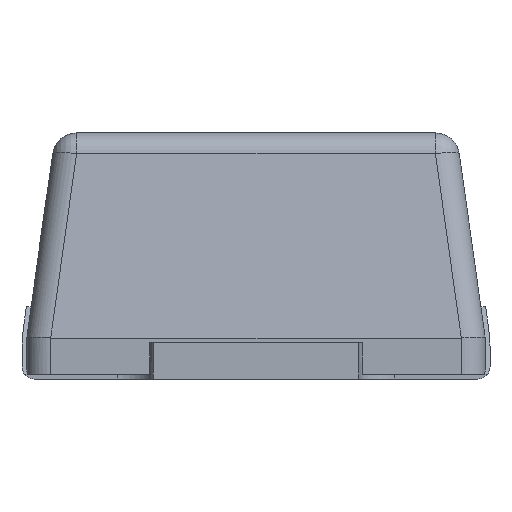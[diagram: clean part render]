
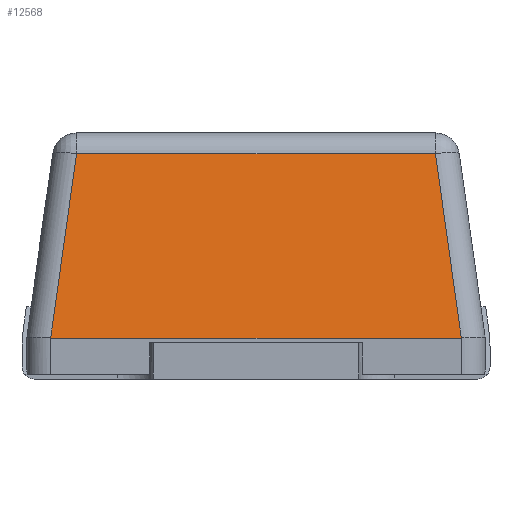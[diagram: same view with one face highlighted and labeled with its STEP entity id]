
A CAD part, left-side view. The second image highlights one B-rep face of the part: STEP entity #12568.
In plain terms, the highlighted planar face has unit normal (-0.99, 0, 0.139).
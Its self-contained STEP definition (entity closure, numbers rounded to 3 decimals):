
#192 = EDGE_LOOP ( 'NONE', ( #1582, #1446, #14166, #7139, #3371, #10605 ) ) ;
#240 = CARTESIAN_POINT ( 'NONE',  ( -0.982, -0.851, 0.17 ) ) ;
#374 = VECTOR ( 'NONE', #2223, 1000. ) ;
#1124 = LINE ( 'NONE', #13317, #374 ) ;
#1446 = ORIENTED_EDGE ( 'NONE', *, *, #5219, .T. ) ;
#1556 = VERTEX_POINT ( 'NONE', #11979 ) ;
#1582 = ORIENTED_EDGE ( 'NONE', *, *, #2620, .F. ) ;
#1619 = CARTESIAN_POINT ( 'NONE',  ( -0.863, 0., 1.02 ) ) ;
#1700 = EDGE_CURVE ( 'NONE', #5519, #8516, #2087, .T. ) ;
#1745 = CARTESIAN_POINT ( 'NONE',  ( -0.983, 0.85, 0.17 ) ) ;
#2087 = LINE ( 'NONE', #6462, #13414 ) ;
#2223 = DIRECTION ( 'NONE',  ( 0., 1., 0. ) ) ;
#2272 = CARTESIAN_POINT ( 'NONE',  ( -0.983, -0.85, 0.17 ) ) ;
#2431 = DIRECTION ( 'NONE',  ( -0.138, 0.138, -0.981 ) ) ;
#2620 = EDGE_CURVE ( 'NONE', #5721, #4199, #1124, .T. ) ;
#2794 = VERTEX_POINT ( 'NONE', #5064 ) ;
#3371 = ORIENTED_EDGE ( 'NONE', *, *, #11429, .T. ) ;
#3788 = CARTESIAN_POINT ( 'NONE',  ( -0.849, 0.718, 1.119 ) ) ;
#3839 = FACE_OUTER_BOUND ( 'NONE', #192, .T. ) ;
#4199 = VERTEX_POINT ( 'NONE', #8018 ) ;
#4855 = LINE ( 'NONE', #3788, #11337 ) ;
#5064 = CARTESIAN_POINT ( 'NONE',  ( -0.982, 0.851, 0.17 ) ) ;
#5219 = EDGE_CURVE ( 'NONE', #5721, #1556, #5929, .T. ) ;
#5269 = CARTESIAN_POINT ( 'NONE',  ( -0.849, -0.718, 1.119 ) ) ;
#5423 = EDGE_CURVE ( 'NONE', #1556, #5519, #13930, .T. ) ;
#5519 = VERTEX_POINT ( 'NONE', #10962 ) ;
#5573 = CARTESIAN_POINT ( 'NONE',  ( -0.983, -0.85, 0.17 ) ) ;
#5674 =( BOUNDED_CURVE ( )  B_SPLINE_CURVE ( 3, ( #6338, #14050, #1745, #10592 ),
 .UNSPECIFIED., .F., .F. ) 
 B_SPLINE_CURVE_WITH_KNOTS ( ( 4, 4 ),
 ( 6.274, 6.283 ),
 .UNSPECIFIED. ) 
 CURVE ( )  GEOMETRIC_REPRESENTATION_ITEM ( )  RATIONAL_B_SPLINE_CURVE ( ( 1., 1., 1., 1. ) ) 
 REPRESENTATION_ITEM ( '' )  );
#5721 = VERTEX_POINT ( 'NONE', #10342 ) ;
#5929 =( BOUNDED_CURVE ( )  B_SPLINE_CURVE ( 3, ( #2272, #5573, #240, #8817 ),
 .UNSPECIFIED., .F., .F. ) 
 B_SPLINE_CURVE_WITH_KNOTS ( ( 4, 4 ),
 ( 0., 0.01 ),
 .UNSPECIFIED. ) 
 CURVE ( )  GEOMETRIC_REPRESENTATION_ITEM ( )  RATIONAL_B_SPLINE_CURVE ( ( 1., 1., 1., 1. ) ) 
 REPRESENTATION_ITEM ( '' )  );
#6195 = AXIS2_PLACEMENT_3D ( 'NONE', #1619, #10709, #9613 ) ;
#6338 = CARTESIAN_POINT ( 'NONE',  ( -0.982, 0.851, 0.17 ) ) ;
#6462 = CARTESIAN_POINT ( 'NONE',  ( -0.875, 0.831, 0.934 ) ) ;
#7139 = ORIENTED_EDGE ( 'NONE', *, *, #1700, .T. ) ;
#7312 = PLANE ( 'NONE',  #6195 ) ;
#8018 = CARTESIAN_POINT ( 'NONE',  ( -0.983, 0.85, 0.17 ) ) ;
#8442 = VECTOR ( 'NONE', #13074, 1000. ) ;
#8516 = VERTEX_POINT ( 'NONE', #12852 ) ;
#8817 = CARTESIAN_POINT ( 'NONE',  ( -0.982, -0.851, 0.17 ) ) ;
#9613 = DIRECTION ( 'NONE',  ( 0., -1., 0. ) ) ;
#10342 = CARTESIAN_POINT ( 'NONE',  ( -0.983, -0.85, 0.17 ) ) ;
#10592 = CARTESIAN_POINT ( 'NONE',  ( -0.983, 0.85, 0.17 ) ) ;
#10605 = ORIENTED_EDGE ( 'NONE', *, *, #10702, .T. ) ;
#10702 = EDGE_CURVE ( 'NONE', #2794, #4199, #5674, .T. ) ;
#10709 = DIRECTION ( 'NONE',  ( 0.99, 0., -0.139 ) ) ;
#10962 = CARTESIAN_POINT ( 'NONE',  ( -0.875, -0.744, 0.934 ) ) ;
#11337 = VECTOR ( 'NONE', #2431, 1000. ) ;
#11429 = EDGE_CURVE ( 'NONE', #8516, #2794, #4855, .T. ) ;
#11979 = CARTESIAN_POINT ( 'NONE',  ( -0.982, -0.851, 0.17 ) ) ;
#12568 = ADVANCED_FACE ( 'NONE', ( #3839 ), #7312, .F. ) ;
#12852 = CARTESIAN_POINT ( 'NONE',  ( -0.875, 0.744, 0.934 ) ) ;
#13074 = DIRECTION ( 'NONE',  ( 0.138, 0.138, 0.981 ) ) ;
#13196 = DIRECTION ( 'NONE',  ( 0., 1., 0. ) ) ;
#13317 = CARTESIAN_POINT ( 'NONE',  ( -0.983, -0.95, 0.17 ) ) ;
#13414 = VECTOR ( 'NONE', #13196, 1000. ) ;
#13930 = LINE ( 'NONE', #5269, #8442 ) ;
#14050 = CARTESIAN_POINT ( 'NONE',  ( -0.982, 0.851, 0.17 ) ) ;
#14166 = ORIENTED_EDGE ( 'NONE', *, *, #5423, .T. ) ;
